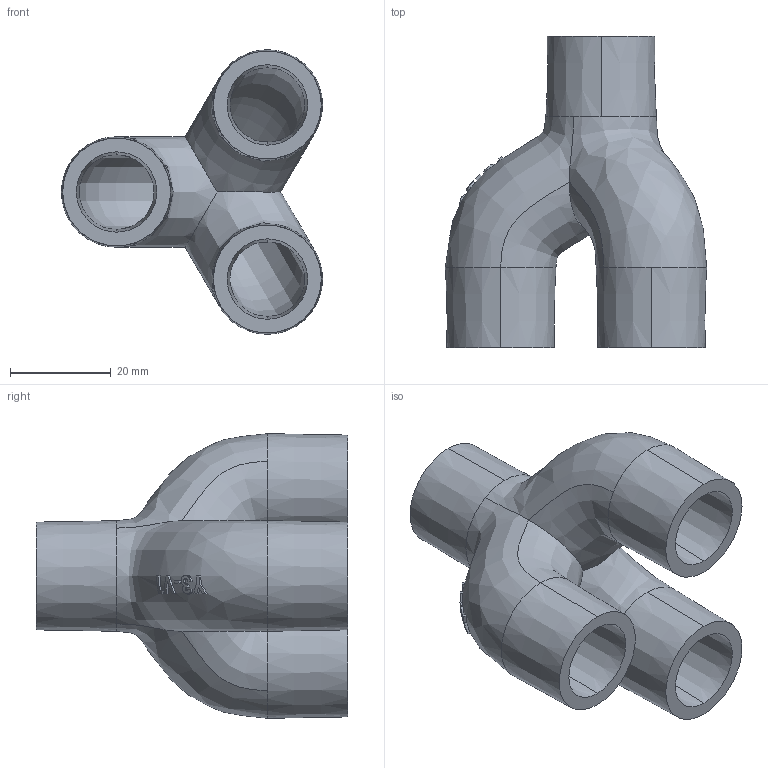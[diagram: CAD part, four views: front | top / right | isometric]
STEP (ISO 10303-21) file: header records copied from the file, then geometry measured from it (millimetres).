
FILE_DESCRIPTION (( 'STEP AP203' ), '1' );
FILE_NAME ('3Way_WYE_V1.STEP', '2020-03-28T21:14:45', ( '' ), ( '' ), 'SwSTEP 2.0', 'SolidWorks 2018', '' );
FILE_SCHEMA (( 'CONFIG_CONTROL_DESIGN' ));
Length unit declared in the file: millimetre
Products named in the file (1): 3Way_WYE_V1
Bounding box: 52 x 62 x 56.64 mm (x, y, z)
Volume: 27655.3 mm3; surface area: 17186.7 mm2
Topology: 1 solids, 1 shells, 87 faces, 230 edges, 148 vertices
Faces by surface type: plane 33, bspline 30, cone 24
Entity records: 31456 total; most frequent: CARTESIAN_POINT 29537, ORIENTED_EDGE 460, DIRECTION 260, EDGE_CURVE 230, VERTEX_POINT 148, B_SPLINE_CURVE_WITH_KNOTS 112, AXIS2_PLACEMENT_3D 97, EDGE_LOOP 96
